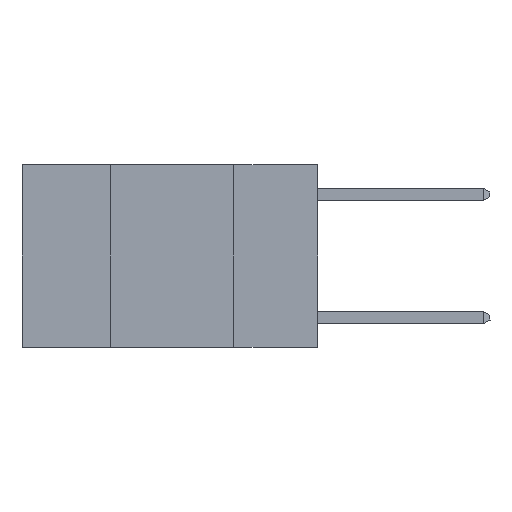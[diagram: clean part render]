
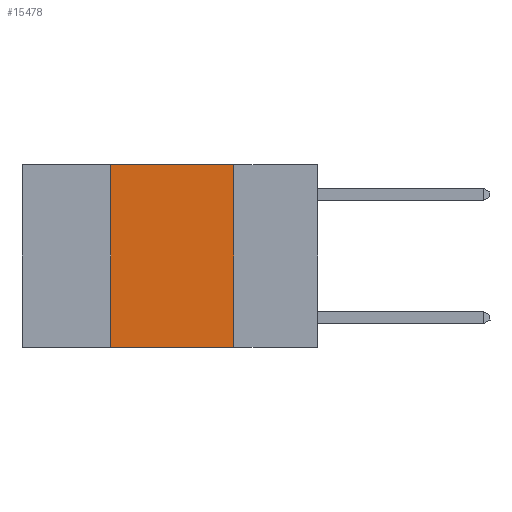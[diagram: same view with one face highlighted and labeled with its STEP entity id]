
A CAD part, left-side view. The second image highlights one B-rep face of the part: STEP entity #15478.
In plain terms, the highlighted planar face has unit normal (-1, 0, 0).
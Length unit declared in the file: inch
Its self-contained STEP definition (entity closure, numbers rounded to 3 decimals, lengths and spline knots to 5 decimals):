
#666 = CARTESIAN_POINT ( 'NONE',  ( 0., 0.17, 0. ) ) ;
#817 = CARTESIAN_POINT ( 'NONE',  ( 0., 0.6, -0.37 ) ) ;
#1109 = VECTOR ( 'NONE', #3599, 39.37008 ) ;
#1256 = VERTEX_POINT ( 'NONE', #4245 ) ;
#1325 = VERTEX_POINT ( 'NONE', #8141 ) ;
#1417 = FACE_OUTER_BOUND ( 'NONE', #3342, .T. ) ;
#3106 = VERTEX_POINT ( 'NONE', #5833 ) ;
#3342 = EDGE_LOOP ( 'NONE', ( #16974, #5838, #10905, #8095 ) ) ;
#3599 = DIRECTION ( 'NONE',  ( 0., -1., 0. ) ) ;
#4245 = CARTESIAN_POINT ( 'NONE',  ( 0., 0.42, -0.37 ) ) ;
#4723 = VECTOR ( 'NONE', #9864, 39.37008 ) ;
#4971 = LINE ( 'NONE', #15733, #10372 ) ;
#4981 = LINE ( 'NONE', #11115, #15547 ) ;
#5833 = CARTESIAN_POINT ( 'NONE',  ( 0., 0.42, 0. ) ) ;
#5838 = ORIENTED_EDGE ( 'NONE', *, *, #11969, .F. ) ;
#7341 = AXIS2_PLACEMENT_3D ( 'NONE', #15195, #16781, #15283 ) ;
#8095 = ORIENTED_EDGE ( 'NONE', *, *, #11666, .T. ) ;
#8141 = CARTESIAN_POINT ( 'NONE',  ( 0., 0.17, -0.37 ) ) ;
#9101 = EDGE_CURVE ( 'NONE', #1256, #3106, #4981, .T. ) ;
#9230 = PLANE ( 'NONE',  #7341 ) ;
#9585 = DIRECTION ( 'NONE',  ( 0., -1., 0. ) ) ;
#9864 = DIRECTION ( 'NONE',  ( 0., 0., -1. ) ) ;
#10372 = VECTOR ( 'NONE', #9585, 39.37008 ) ;
#10905 = ORIENTED_EDGE ( 'NONE', *, *, #9101, .F. ) ;
#11115 = CARTESIAN_POINT ( 'NONE',  ( 0., 0.42, 0. ) ) ;
#11666 = EDGE_CURVE ( 'NONE', #1256, #1325, #14376, .T. ) ;
#11969 = EDGE_CURVE ( 'NONE', #3106, #13895, #4971, .T. ) ;
#13151 = LINE ( 'NONE', #17421, #4723 ) ;
#13895 = VERTEX_POINT ( 'NONE', #666 ) ;
#14376 = LINE ( 'NONE', #817, #1109 ) ;
#15195 = CARTESIAN_POINT ( 'NONE',  ( 0., 0.6, 0. ) ) ;
#15283 = DIRECTION ( 'NONE',  ( 0., 0., -1. ) ) ;
#15478 = ADVANCED_FACE ( 'NONE', ( #1417 ), #9230, .F. ) ;
#15547 = VECTOR ( 'NONE', #17147, 39.37008 ) ;
#15733 = CARTESIAN_POINT ( 'NONE',  ( 0., 0.6, 0. ) ) ;
#16781 = DIRECTION ( 'NONE',  ( 1., 0., 0. ) ) ;
#16974 = ORIENTED_EDGE ( 'NONE', *, *, #18088, .F. ) ;
#17147 = DIRECTION ( 'NONE',  ( 0., 0., 1. ) ) ;
#17421 = CARTESIAN_POINT ( 'NONE',  ( 0., 0.17, 0. ) ) ;
#18088 = EDGE_CURVE ( 'NONE', #13895, #1325, #13151, .T. ) ;
